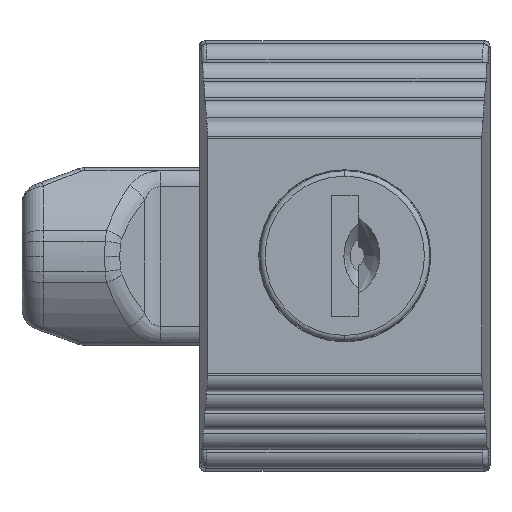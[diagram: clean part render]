
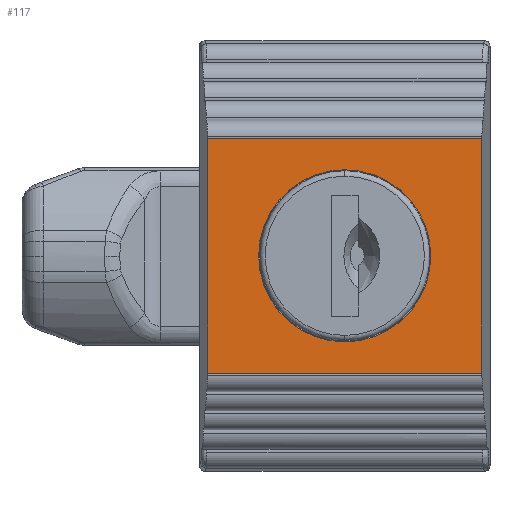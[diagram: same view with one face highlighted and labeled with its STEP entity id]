
A CAD part, top view. The second image highlights one B-rep face of the part: STEP entity #117.
In plain terms, the highlighted planar face has unit normal (0, 0, 1).
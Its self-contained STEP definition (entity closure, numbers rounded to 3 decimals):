
#117=ADVANCED_FACE('',(#678,#679),#680,.T.);
#678=FACE_OUTER_BOUND('',#1800,.T.);
#679=FACE_BOUND('',#1801,.T.);
#680=PLANE('',#1802);
#1800=EDGE_LOOP('',(#6021,#6022,#6023,#6024));
#1801=EDGE_LOOP('',(#6025,#6026));
#1802=AXIS2_PLACEMENT_3D('',#6027,#6028,#6029);
#6021=ORIENTED_EDGE('',*,*,#9657,.T.);
#6022=ORIENTED_EDGE('',*,*,#9642,.T.);
#6023=ORIENTED_EDGE('',*,*,#9656,.T.);
#6024=ORIENTED_EDGE('',*,*,#9627,.T.);
#6025=ORIENTED_EDGE('',*,*,#9658,.F.);
#6026=ORIENTED_EDGE('',*,*,#9429,.F.);
#6027=CARTESIAN_POINT('',(0.0,0.0,8.5));
#6028=DIRECTION('',(0.0,0.0,1.0));
#6029=DIRECTION('',(1.0,-0.0,0.0));
#9429=EDGE_CURVE('',#10880,#10882,#10883,.T.);
#9627=EDGE_CURVE('',#11248,#11246,#11249,.T.);
#9642=EDGE_CURVE('',#11266,#11264,#11267,.T.);
#9656=EDGE_CURVE('',#11264,#11248,#11283,.T.);
#9657=EDGE_CURVE('',#11246,#11266,#11284,.T.);
#9658=EDGE_CURVE('',#10882,#10880,#11285,.T.);
#10880=VERTEX_POINT('',#13223);
#10882=VERTEX_POINT('',#13226);
#10883=CIRCLE('',#13227,8.0);
#11246=VERTEX_POINT('',#14209);
#11248=VERTEX_POINT('',#14219);
#11249=LINE('',#14220,#14221);
#11264=VERTEX_POINT('',#14335);
#11266=VERTEX_POINT('',#14345);
#11267=LINE('',#14346,#14347);
#11283=LINE('',#14419,#14420);
#11284=LINE('',#14421,#14422);
#11285=CIRCLE('',#14423,8.0);
#13223=CARTESIAN_POINT('',(0.0,8.0,8.5));
#13226=CARTESIAN_POINT('',(0.0,-8.0,8.5));
#13227=AXIS2_PLACEMENT_3D('',#18242,#18243,#18244);
#14209=CARTESIAN_POINT('',(12.756,10.9,8.5));
#14219=CARTESIAN_POINT('',(12.756,-10.9,8.5));
#14220=CARTESIAN_POINT('',(12.756,-10.9,8.5));
#14221=VECTOR('',#18426,21.8);
#14335=CARTESIAN_POINT('',(-12.756,-10.9,8.5));
#14345=CARTESIAN_POINT('',(-12.756,10.9,8.5));
#14346=CARTESIAN_POINT('',(-12.756,10.9,8.5));
#14347=VECTOR('',#18428,21.8);
#14419=CARTESIAN_POINT('',(-12.756,-10.9,8.5));
#14420=VECTOR('',#18439,25.513);
#14421=CARTESIAN_POINT('',(12.756,10.9,8.5));
#14422=VECTOR('',#18440,25.513);
#14423=AXIS2_PLACEMENT_3D('',#18441,#18442,#18443);
#18242=CARTESIAN_POINT('',(0.0,0.0,8.5));
#18243=DIRECTION('',(0.0,-0.0,1.0));
#18244=DIRECTION('',(0.0,1.0,0.0));
#18426=DIRECTION('',(0.,1.0,0.));
#18428=DIRECTION('',(0.0,-1.0,0.));
#18439=DIRECTION('',(1.0,0.0,0.0));
#18440=DIRECTION('',(-1.0,0.0,0.0));
#18441=CARTESIAN_POINT('',(0.0,0.0,8.5));
#18442=DIRECTION('',(0.0,0.0,1.0));
#18443=DIRECTION('',(0.0,-1.0,0.0));
